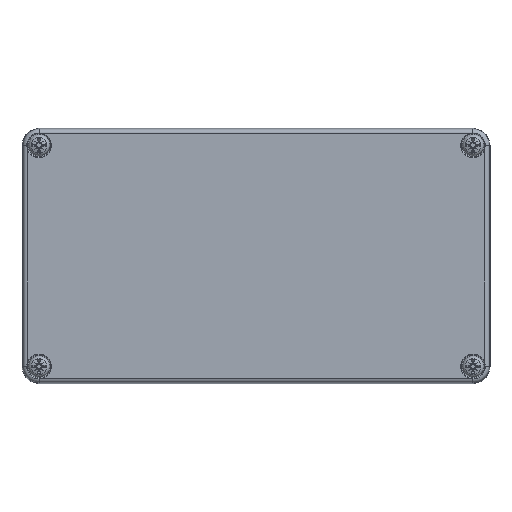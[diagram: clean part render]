
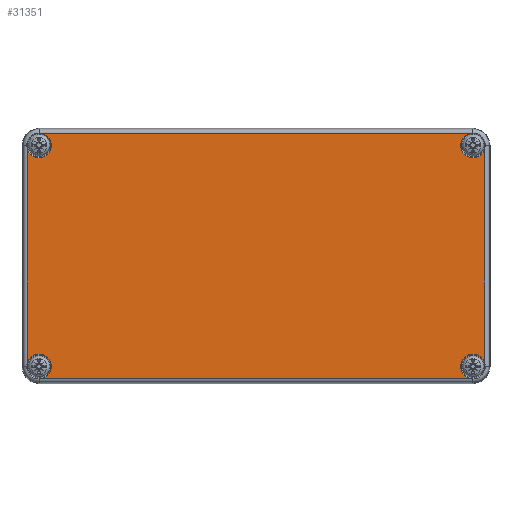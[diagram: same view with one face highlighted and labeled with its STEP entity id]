
A CAD part, top view. The second image highlights one B-rep face of the part: STEP entity #31351.
In plain terms, the highlighted face is planar.
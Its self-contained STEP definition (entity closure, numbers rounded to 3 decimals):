
#31209=CARTESIAN_POINT('',(-107.598,-50.483,-25.0));
#31210=VERTEX_POINT('',#31209);
#31220=CARTESIAN_POINT('',(-100.483,-57.598,-25.0));
#31221=VERTEX_POINT('',#31220);
#31222=CARTESIAN_POINT('',(-102.,-52.0,-25.0));
#31223=DIRECTION('',(0.0,0.0,-1.0));
#31224=DIRECTION('',(1.0,0.0,0.0));
#31225=AXIS2_PLACEMENT_3D('',#31222,#31223,#31224);
#31226=CIRCLE('',#31225,5.8);
#31227=EDGE_CURVE('',#31210,#31221,#31226,.T.);
#31256=CARTESIAN_POINT('',(100.483,-57.598,-25.0));
#31257=VERTEX_POINT('',#31256);
#31258=CARTESIAN_POINT('',(-100.483,-57.598,-25.0));
#31259=DIRECTION('',(1.0,0.0,0.0));
#31260=VECTOR('',#31259,200.967);
#31261=LINE('',#31258,#31260);
#31262=EDGE_CURVE('',#31221,#31257,#31261,.T.);
#31293=CARTESIAN_POINT('',(0.,0.,-25.0));
#31294=DIRECTION('',(0.0,0.0,1.0));
#31295=DIRECTION('',(1.0,0.0,0.0));
#31296=AXIS2_PLACEMENT_3D('',#31293,#31294,#31295);
#31297=PLANE('',#31296);
#31298=ORIENTED_EDGE('',*,*,#31227,.F.);
#31299=CARTESIAN_POINT('',(-107.598,50.483,-25.0));
#31300=VERTEX_POINT('',#31299);
#31301=CARTESIAN_POINT('',(-107.598,50.483,-25.0));
#31302=DIRECTION('',(0.0,-1.0,0.0));
#31303=VECTOR('',#31302,100.967);
#31304=LINE('',#31301,#31303);
#31305=EDGE_CURVE('',#31300,#31210,#31304,.T.);
#31306=ORIENTED_EDGE('',*,*,#31305,.F.);
#31307=CARTESIAN_POINT('',(-100.483,57.598,-25.0));
#31308=VERTEX_POINT('',#31307);
#31309=CARTESIAN_POINT('',(-102.,52.,-25.0));
#31310=DIRECTION('',(0.0,0.0,-1.0));
#31311=DIRECTION('',(1.0,0.0,0.0));
#31312=AXIS2_PLACEMENT_3D('',#31309,#31310,#31311);
#31313=CIRCLE('',#31312,5.8);
#31314=EDGE_CURVE('',#31308,#31300,#31313,.T.);
#31315=ORIENTED_EDGE('',*,*,#31314,.F.);
#31316=CARTESIAN_POINT('',(100.483,57.598,-25.0));
#31317=VERTEX_POINT('',#31316);
#31318=CARTESIAN_POINT('',(100.483,57.598,-25.0));
#31319=DIRECTION('',(-1.0,0.0,0.0));
#31320=VECTOR('',#31319,200.967);
#31321=LINE('',#31318,#31320);
#31322=EDGE_CURVE('',#31317,#31308,#31321,.T.);
#31323=ORIENTED_EDGE('',*,*,#31322,.F.);
#31324=CARTESIAN_POINT('',(107.598,50.483,-25.0));
#31325=VERTEX_POINT('',#31324);
#31326=CARTESIAN_POINT('',(102.,52.,-25.0));
#31327=DIRECTION('',(0.0,0.0,-1.0));
#31328=DIRECTION('',(1.0,0.0,0.0));
#31329=AXIS2_PLACEMENT_3D('',#31326,#31327,#31328);
#31330=CIRCLE('',#31329,5.8);
#31331=EDGE_CURVE('',#31325,#31317,#31330,.T.);
#31332=ORIENTED_EDGE('',*,*,#31331,.F.);
#31333=CARTESIAN_POINT('',(107.598,-50.483,-25.0));
#31334=VERTEX_POINT('',#31333);
#31335=CARTESIAN_POINT('',(107.598,-50.483,-25.0));
#31336=DIRECTION('',(0.0,1.0,0.0));
#31337=VECTOR('',#31336,100.967);
#31338=LINE('',#31335,#31337);
#31339=EDGE_CURVE('',#31334,#31325,#31338,.T.);
#31340=ORIENTED_EDGE('',*,*,#31339,.F.);
#31341=CARTESIAN_POINT('',(102.0,-52.,-25.0));
#31342=DIRECTION('',(0.0,0.0,-1.0));
#31343=DIRECTION('',(1.0,0.0,0.0));
#31344=AXIS2_PLACEMENT_3D('',#31341,#31342,#31343);
#31345=CIRCLE('',#31344,5.8);
#31346=EDGE_CURVE('',#31257,#31334,#31345,.T.);
#31347=ORIENTED_EDGE('',*,*,#31346,.F.);
#31348=ORIENTED_EDGE('',*,*,#31262,.F.);
#31349=EDGE_LOOP('',(#31298,#31306,#31315,#31323,#31332,#31340,#31347,#31348));
#31350=FACE_OUTER_BOUND('',#31349,.T.);
#31351=ADVANCED_FACE('',(#31350),#31297,.F.);
